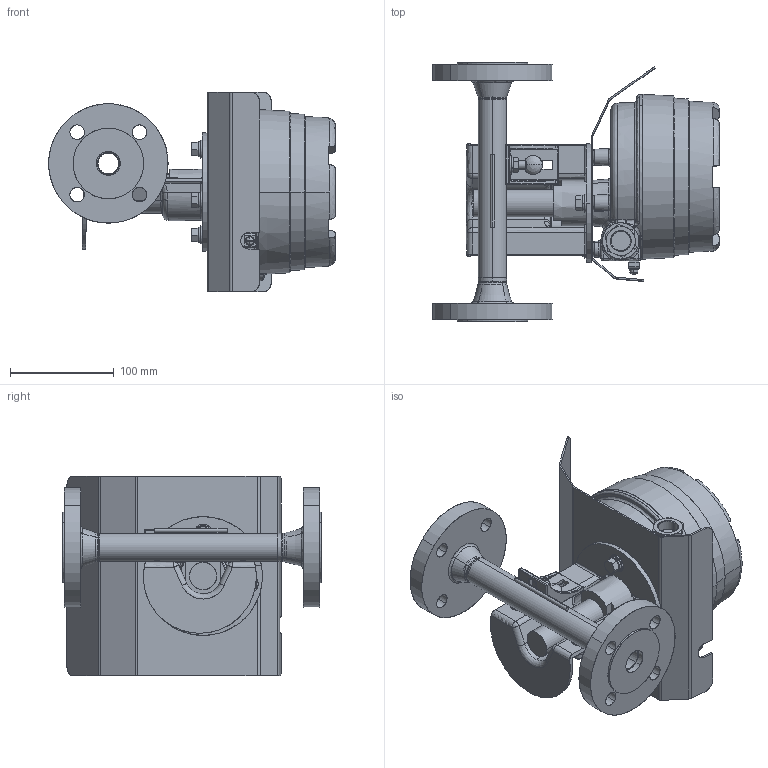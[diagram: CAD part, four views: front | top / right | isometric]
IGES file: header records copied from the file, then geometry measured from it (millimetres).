
Start section: SolidWorks IGES file using analytic representation for surfaces
Global section: file name: 3809G-B-C-07-J-0.IGS; native system: SolidWorks 2020; preprocessor: SolidWorks 2020; author: CRaksin; date: 220121.103508; units: inch
Bounding box: 276.07 x 250 x 192.53 mm (x, y, z)
Surface area: 470617.3 mm2 (no closed solid volume)
Topology: 0 solids, 0 shells, 1170 faces, 18531 edges, 18471 vertices
Faces by surface type: revolution 626, bspline 544
